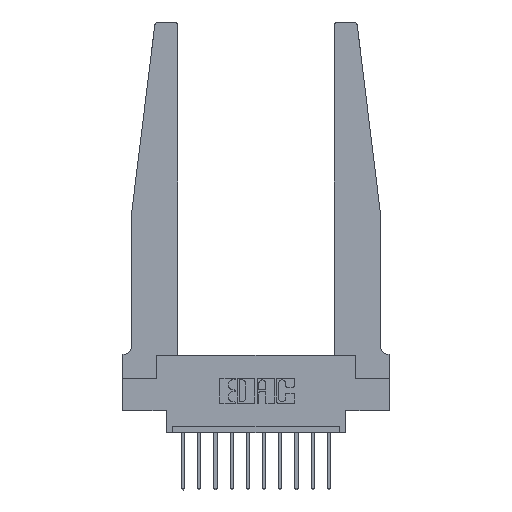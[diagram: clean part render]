
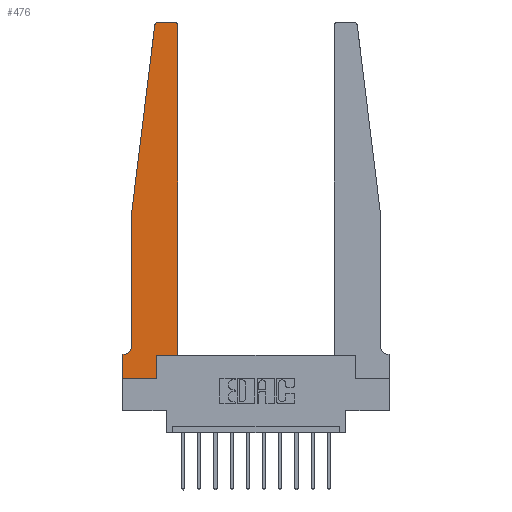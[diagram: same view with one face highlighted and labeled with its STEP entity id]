
A CAD part, top view. The second image highlights one B-rep face of the part: STEP entity #476.
In plain terms, the highlighted planar face has unit normal (0, 0, 1).
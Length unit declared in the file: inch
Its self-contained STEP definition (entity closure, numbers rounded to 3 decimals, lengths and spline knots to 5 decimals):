
#20 = DIRECTION ( 'NONE',  ( 1., 0., 0. ) ) ;
#61 = CARTESIAN_POINT ( 'NONE',  ( 0.395, 2.72, 0.37 ) ) ;
#134 = FACE_OUTER_BOUND ( 'NONE', #8785, .T. ) ;
#137 = CARTESIAN_POINT ( 'NONE',  ( 0.25, 2.75, 0.37 ) ) ;
#233 = ORIENTED_EDGE ( 'NONE', *, *, #9221, .T. ) ;
#476 = ADVANCED_FACE ( 'NONE', ( #134 ), #819, .T. ) ;
#560 = ORIENTED_EDGE ( 'NONE', *, *, #2758, .T. ) ;
#623 = DIRECTION ( 'NONE',  ( 0., 1., 0. ) ) ;
#819 = PLANE ( 'NONE',  #8075 ) ;
#852 = EDGE_CURVE ( 'NONE', #10858, #2921, #13389, .T. ) ;
#1266 = CARTESIAN_POINT ( 'NONE',  ( 0.065, 1.25, 0.37 ) ) ;
#1647 = CARTESIAN_POINT ( 'NONE',  ( 0.24675, 2.72367, 0.37 ) ) ;
#2134 = VECTOR ( 'NONE', #9057, 39.37008 ) ;
#2304 = CARTESIAN_POINT ( 'NONE',  ( 0.2605, 0.18, 0.37 ) ) ;
#2405 = CARTESIAN_POINT ( 'NONE',  ( 0.065, 0.1875, 0.37 ) ) ;
#2520 = ORIENTED_EDGE ( 'NONE', *, *, #5970, .T. ) ;
#2758 = EDGE_CURVE ( 'NONE', #14068, #11764, #14715, .T. ) ;
#2855 = EDGE_CURVE ( 'NONE', #13528, #11623, #14354, .T. ) ;
#2921 = VERTEX_POINT ( 'NONE', #8450 ) ;
#3006 = VERTEX_POINT ( 'NONE', #9867 ) ;
#3133 = ORIENTED_EDGE ( 'NONE', *, *, #852, .T. ) ;
#3263 = CARTESIAN_POINT ( 'NONE',  ( 0., 0.1875, 0.37 ) ) ;
#3295 = VECTOR ( 'NONE', #8890, 39.37008 ) ;
#3304 = ORIENTED_EDGE ( 'NONE', *, *, #9676, .T. ) ;
#3397 = CIRCLE ( 'NONE', #11841, 0.03 ) ;
#3511 = DIRECTION ( 'NONE',  ( 1., 0., 0. ) ) ;
#3862 = VECTOR ( 'NONE', #8416, 39.37008 ) ;
#4368 = VERTEX_POINT ( 'NONE', #14945 ) ;
#4696 = DIRECTION ( 'NONE',  ( 0., 0., 1. ) ) ;
#5154 = VECTOR ( 'NONE', #6215, 39.37008 ) ;
#5159 = VECTOR ( 'NONE', #623, 39.37008 ) ;
#5456 = EDGE_CURVE ( 'NONE', #2921, #14929, #11144, .T. ) ;
#5970 = EDGE_CURVE ( 'NONE', #11623, #11790, #14304, .T. ) ;
#5972 = CARTESIAN_POINT ( 'NONE',  ( 0.425, 0.18, 0.37 ) ) ;
#6023 = CARTESIAN_POINT ( 'NONE',  ( 0.27653, 2.72, 0.37 ) ) ;
#6068 = LINE ( 'NONE', #1266, #11649 ) ;
#6126 = DIRECTION ( 'NONE',  ( 0., 0., 1. ) ) ;
#6172 = CARTESIAN_POINT ( 'NONE',  ( 0.425, 0.18, 0.37 ) ) ;
#6215 = DIRECTION ( 'NONE',  ( -1., 0., 0. ) ) ;
#6248 = CARTESIAN_POINT ( 'NONE',  ( 0.27653, 2.75, 0.37 ) ) ;
#6337 = DIRECTION ( 'NONE',  ( 0., 1., 0. ) ) ;
#6382 = CARTESIAN_POINT ( 'NONE',  ( 0.015, 0.1875, 0.37 ) ) ;
#6521 = CARTESIAN_POINT ( 'NONE',  ( 0.065, 1.25, 0.37 ) ) ;
#6559 = CARTESIAN_POINT ( 'NONE',  ( 0., 0., 0.37 ) ) ;
#6739 = VERTEX_POINT ( 'NONE', #6521 ) ;
#7072 = DIRECTION ( 'NONE',  ( 0., 0., -1. ) ) ;
#7167 = LINE ( 'NONE', #137, #13904 ) ;
#7213 = ORIENTED_EDGE ( 'NONE', *, *, #7312, .T. ) ;
#7312 = EDGE_CURVE ( 'NONE', #6739, #4368, #6068, .T. ) ;
#7490 = CARTESIAN_POINT ( 'NONE',  ( 0., 0., 0.37 ) ) ;
#7942 = CARTESIAN_POINT ( 'NONE',  ( 0.395, 2.75, 0.37 ) ) ;
#8075 = AXIS2_PLACEMENT_3D ( 'NONE', #3263, #6126, #3511 ) ;
#8232 = DIRECTION ( 'NONE',  ( -1., 0., 0. ) ) ;
#8287 = CARTESIAN_POINT ( 'NONE',  ( 0.015, 0.2375, 0.37 ) ) ;
#8416 = DIRECTION ( 'NONE',  ( 1., 0., 0. ) ) ;
#8450 = CARTESIAN_POINT ( 'NONE',  ( 0., 0.1875, 0.37 ) ) ;
#8494 = LINE ( 'NONE', #6559, #2134 ) ;
#8594 = CARTESIAN_POINT ( 'NONE',  ( 0.425, 0.18, 0.37 ) ) ;
#8644 = CARTESIAN_POINT ( 'NONE',  ( 0., 0., 0.37 ) ) ;
#8785 = EDGE_LOOP ( 'NONE', ( #13837, #560, #3304, #7213, #12580, #3133, #9674, #11836, #11745, #14491, #2520, #233 ) ) ;
#8890 = DIRECTION ( 'NONE',  ( 0., -1., 0. ) ) ;
#9057 = DIRECTION ( 'NONE',  ( 1., 0., 0. ) ) ;
#9221 = EDGE_CURVE ( 'NONE', #11790, #15193, #3397, .T. ) ;
#9555 = DIRECTION ( 'NONE',  ( 0., 0., 1. ) ) ;
#9674 = ORIENTED_EDGE ( 'NONE', *, *, #5456, .T. ) ;
#9676 = EDGE_CURVE ( 'NONE', #11764, #6739, #14568, .T. ) ;
#9867 = CARTESIAN_POINT ( 'NONE',  ( 0.2605, 0., 0.37 ) ) ;
#10086 = CARTESIAN_POINT ( 'NONE',  ( 0.425, 2.72, 0.37 ) ) ;
#10668 = VECTOR ( 'NONE', #14285, 39.37008 ) ;
#10835 = DIRECTION ( 'NONE',  ( -1., 0., 0. ) ) ;
#10858 = VERTEX_POINT ( 'NONE', #6382 ) ;
#10953 = EDGE_CURVE ( 'NONE', #3006, #13528, #13958, .T. ) ;
#11144 = LINE ( 'NONE', #8644, #3295 ) ;
#11623 = VERTEX_POINT ( 'NONE', #8594 ) ;
#11649 = VECTOR ( 'NONE', #12003, 39.37008 ) ;
#11745 = ORIENTED_EDGE ( 'NONE', *, *, #10953, .T. ) ;
#11764 = VERTEX_POINT ( 'NONE', #1647 ) ;
#11790 = VERTEX_POINT ( 'NONE', #10086 ) ;
#11836 = ORIENTED_EDGE ( 'NONE', *, *, #12143, .T. ) ;
#11841 = AXIS2_PLACEMENT_3D ( 'NONE', #61, #4696, #14361 ) ;
#12003 = DIRECTION ( 'NONE',  ( 0., -1., 0. ) ) ;
#12143 = EDGE_CURVE ( 'NONE', #14929, #3006, #8494, .T. ) ;
#12396 = EDGE_CURVE ( 'NONE', #15193, #14068, #7167, .T. ) ;
#12580 = ORIENTED_EDGE ( 'NONE', *, *, #14694, .T. ) ;
#12787 = AXIS2_PLACEMENT_3D ( 'NONE', #8287, #7072, #8232 ) ;
#13011 = VECTOR ( 'NONE', #6337, 39.37008 ) ;
#13018 = AXIS2_PLACEMENT_3D ( 'NONE', #6023, #9555, #20 ) ;
#13389 = LINE ( 'NONE', #2405, #5154 ) ;
#13498 = CIRCLE ( 'NONE', #12787, 0.05 ) ;
#13528 = VERTEX_POINT ( 'NONE', #2304 ) ;
#13802 = CARTESIAN_POINT ( 'NONE',  ( 0.2605, 0.18, 0.37 ) ) ;
#13837 = ORIENTED_EDGE ( 'NONE', *, *, #12396, .T. ) ;
#13904 = VECTOR ( 'NONE', #10835, 39.37008 ) ;
#13958 = LINE ( 'NONE', #13802, #5159 ) ;
#14068 = VERTEX_POINT ( 'NONE', #6248 ) ;
#14285 = DIRECTION ( 'NONE',  ( -0.122, -0.992, 0. ) ) ;
#14304 = LINE ( 'NONE', #6172, #13011 ) ;
#14354 = LINE ( 'NONE', #5972, #3862 ) ;
#14361 = DIRECTION ( 'NONE',  ( 1., 0., 0. ) ) ;
#14491 = ORIENTED_EDGE ( 'NONE', *, *, #2855, .T. ) ;
#14568 = LINE ( 'NONE', #15353, #10668 ) ;
#14694 = EDGE_CURVE ( 'NONE', #4368, #10858, #13498, .T. ) ;
#14715 = CIRCLE ( 'NONE', #13018, 0.03 ) ;
#14929 = VERTEX_POINT ( 'NONE', #7490 ) ;
#14945 = CARTESIAN_POINT ( 'NONE',  ( 0.065, 0.2375, 0.37 ) ) ;
#15193 = VERTEX_POINT ( 'NONE', #7942 ) ;
#15353 = CARTESIAN_POINT ( 'NONE',  ( 0.065, 1.25, 0.37 ) ) ;
